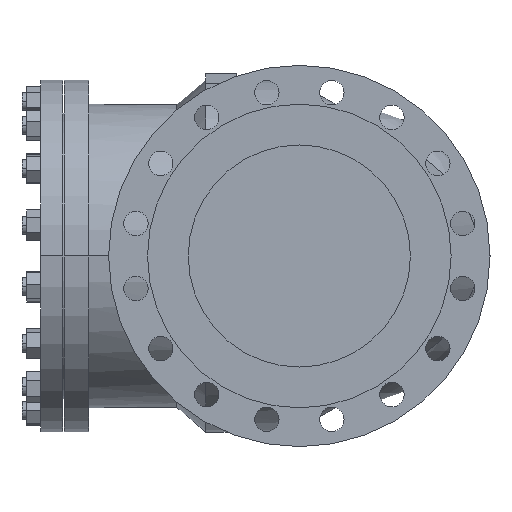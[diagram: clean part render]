
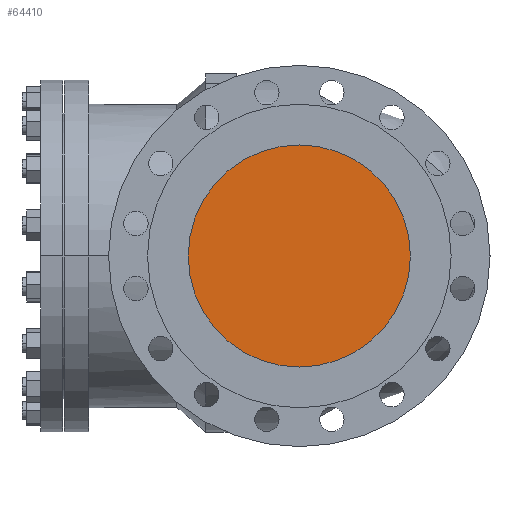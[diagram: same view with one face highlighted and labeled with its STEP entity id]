
A CAD part, left-side view. The second image highlights one B-rep face of the part: STEP entity #64410.
In plain terms, the highlighted planar face has unit normal (-1, 0, 0).
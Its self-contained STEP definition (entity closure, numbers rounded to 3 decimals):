
#19740=CARTESIAN_POINT('',(1.,150.,0.));
#19750=VERTEX_POINT('',#19740);
#19910=CARTESIAN_POINT('',(1.,-150.,0.));
#19920=VERTEX_POINT('',#19910);
#19950=CARTESIAN_POINT('',(1.,0.,0.));
#19960=DIRECTION('',(-1.,0.,0.));
#19970=DIRECTION('',(0.,1.,0.));
#19980=AXIS2_PLACEMENT_3D('',#19950,#19960,#19970);
#19990=CIRCLE('',#19980,150.);
#20000=EDGE_CURVE('',#19920,#19750,#19990,.T.);
#64310=CARTESIAN_POINT('',(1.,75.,0.));
#64320=DIRECTION('',(1.,0.,0.));
#64330=DIRECTION('',(0.,-1.,0.));
#64340=AXIS2_PLACEMENT_3D('',#64310,#64320,#64330);
#64350=PLANE('',#64340);
#64360=EDGE_CURVE('',#19750,#19920,#19990,.T.);
#64370=ORIENTED_EDGE('',*,*,#64360,.T.);
#64380=ORIENTED_EDGE('',*,*,#20000,.T.);
#64390=EDGE_LOOP('',(#64380,#64370));
#64400=FACE_OUTER_BOUND('',#64390,.T.);
#64410=ADVANCED_FACE('',(#64400),#64350,.F.);
